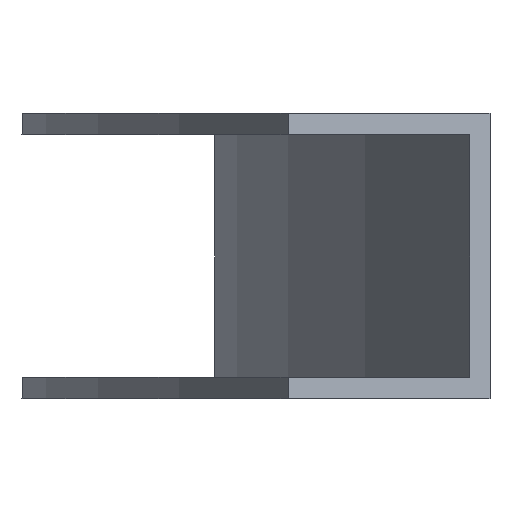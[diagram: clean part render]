
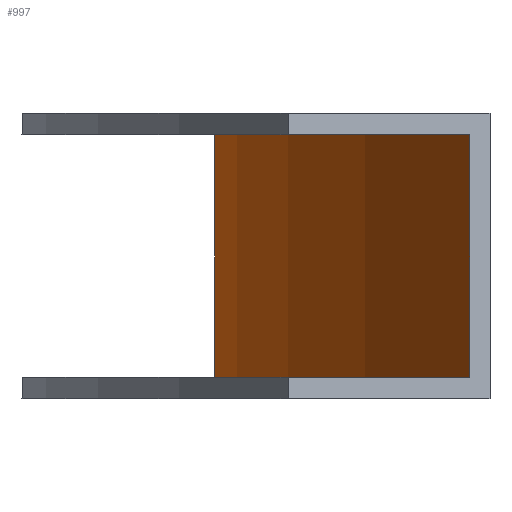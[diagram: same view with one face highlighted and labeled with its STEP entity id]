
A CAD part, left-side view. The second image highlights one B-rep face of the part: STEP entity #997.
In plain terms, the highlighted cylindrical face has radius 637 mm (diameter 1274 mm), a partial arc.
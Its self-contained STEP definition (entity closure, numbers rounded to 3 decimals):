
#913=CARTESIAN_POINT('',(-211.054,601.02,3.));
#914=VERTEX_POINT('',#913);
#923=CARTESIAN_POINT('',(83.078,631.559,3.));
#924=VERTEX_POINT('',#923);
#925=CARTESIAN_POINT('',(0.,0.,3.));
#926=DIRECTION('',(0.0,0.0,-1.));
#927=DIRECTION('',(-0.331,0.944,0.0));
#928=AXIS2_PLACEMENT_3D('',#925,#926,#927);
#929=CIRCLE('',#928,637.);
#930=EDGE_CURVE('',#914,#924,#929,.T.);
#966=CARTESIAN_POINT('',(0.,0.,20.0));
#967=DIRECTION('',(0.0,0.0,-1.0));
#968=DIRECTION('',(-0.331,0.944,0.0));
#969=AXIS2_PLACEMENT_3D('',#966,#967,#968);
#970=CYLINDRICAL_SURFACE('',#969,637.);
#971=CARTESIAN_POINT('',(-211.054,601.02,37.0));
#972=VERTEX_POINT('',#971);
#973=CARTESIAN_POINT('',(-211.054,601.02,37.0));
#974=DIRECTION('',(0.0,0.0,-1.0));
#975=VECTOR('',#974,34.0);
#976=LINE('',#973,#975);
#977=EDGE_CURVE('',#972,#914,#976,.T.);
#978=ORIENTED_EDGE('',*,*,#977,.F.);
#979=CARTESIAN_POINT('',(83.078,631.559,37.0));
#980=VERTEX_POINT('',#979);
#981=CARTESIAN_POINT('',(0.,0.,37.0));
#982=DIRECTION('',(0.0,0.0,-1.));
#983=DIRECTION('',(-0.331,0.944,0.0));
#984=AXIS2_PLACEMENT_3D('',#981,#982,#983);
#985=CIRCLE('',#984,637.);
#986=EDGE_CURVE('',#972,#980,#985,.T.);
#987=ORIENTED_EDGE('',*,*,#986,.T.);
#988=CARTESIAN_POINT('',(83.078,631.559,3.));
#989=DIRECTION('',(0.0,0.0,1.0));
#990=VECTOR('',#989,34.0);
#991=LINE('',#988,#990);
#992=EDGE_CURVE('',#924,#980,#991,.T.);
#993=ORIENTED_EDGE('',*,*,#992,.F.);
#994=ORIENTED_EDGE('',*,*,#930,.F.);
#995=EDGE_LOOP('',(#978,#987,#993,#994));
#996=FACE_OUTER_BOUND('',#995,.T.);
#997=ADVANCED_FACE('',(#996),#970,.T.);
